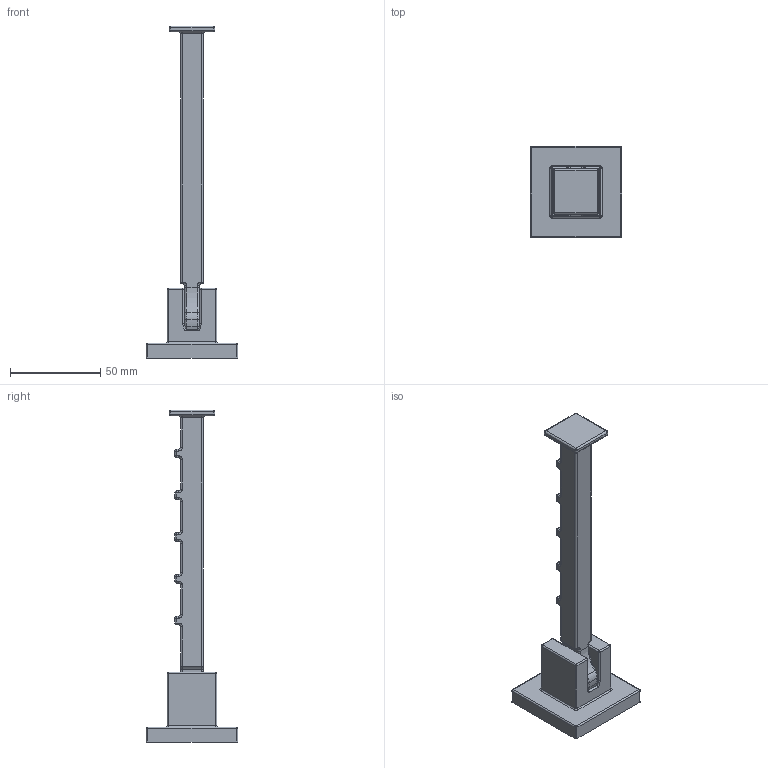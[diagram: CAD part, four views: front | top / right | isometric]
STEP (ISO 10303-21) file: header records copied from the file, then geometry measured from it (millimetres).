
FILE_DESCRIPTION((''),'2;1');
FILE_NAME('5217','2022-06-28T09:04:07',('rsmith'),(''),'CREO PARAMETRIC BY PTC INC, 2019352','CREO PARAMETRIC BY PTC INC, 2019352','');
FILE_SCHEMA(('CONFIG_CONTROL_DESIGN'));
Length unit declared in the file: inch
Products named in the file (1): 5217
Bounding box: 50.8 x 50.8 x 184.04 mm (x, y, z)
Volume: 68694.1 mm3; surface area: 20003.8 mm2
Topology: 1 solids, 1 shells, 283 faces, 617 edges, 338 vertices
Faces by surface type: cylinder 131, plane 54, torus 50, sphere 40, bspline 8
Entity records: 8209 total; most frequent: CARTESIAN_POINT 1938, DIRECTION 1435, ORIENTED_EDGE 1234, EDGE_CURVE 617, AXIS2_PLACEMENT_3D 583, VERTEX_POINT 338, CIRCLE 308, EDGE_LOOP 285
